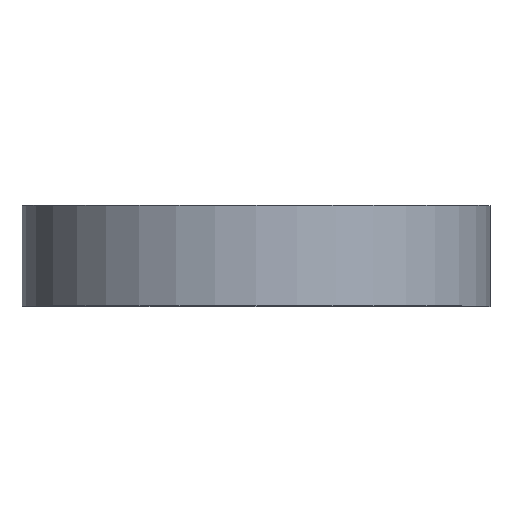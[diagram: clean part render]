
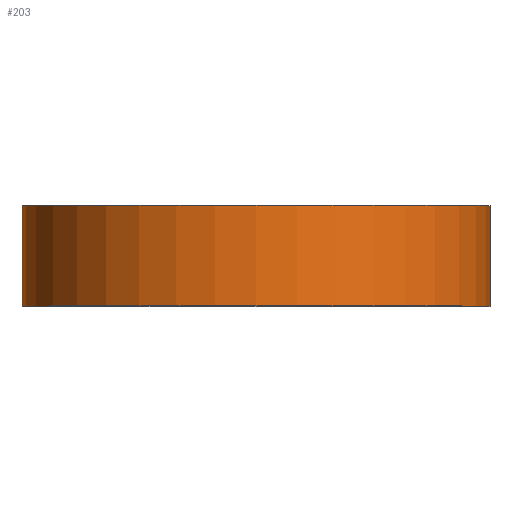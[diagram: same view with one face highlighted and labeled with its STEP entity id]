
A CAD part, top view. The second image highlights one B-rep face of the part: STEP entity #203.
In plain terms, the highlighted cylindrical face has radius 36.932 mm (diameter 73.863 mm), a partial arc.
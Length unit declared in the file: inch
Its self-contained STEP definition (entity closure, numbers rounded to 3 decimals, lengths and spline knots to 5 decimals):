
#2 = DIRECTION ( 'NONE',  ( 0., 1., 0. ) ) ;
#3 = DIRECTION ( 'NONE',  ( 0., -1., 0. ) ) ;
#5 = CARTESIAN_POINT ( 'NONE',  ( 0., 0.3125, 0. ) ) ;
#10 = CARTESIAN_POINT ( 'NONE',  ( 0., 0.3125, 0. ) ) ;
#11 = ORIENTED_EDGE ( 'NONE', *, *, #142, .F. ) ;
#28 = ORIENTED_EDGE ( 'NONE', *, *, #592, .T. ) ;
#40 = VERTEX_POINT ( 'NONE', #219 ) ;
#53 = DIRECTION ( 'NONE',  ( 0., 0., -1. ) ) ;
#63 = CARTESIAN_POINT ( 'NONE',  ( 1.454, 0.3125, 0. ) ) ;
#85 = CARTESIAN_POINT ( 'NONE',  ( 0., -0.3125, -1.454 ) ) ;
#99 = DIRECTION ( 'NONE',  ( 0., -1., 0. ) ) ;
#142 = EDGE_CURVE ( 'NONE', #672, #40, #649, .T. ) ;
#166 = AXIS2_PLACEMENT_3D ( 'NONE', #10, #99, #53 ) ;
#197 = EDGE_CURVE ( 'NONE', #631, #672, #681, .T. ) ;
#203 = ADVANCED_FACE ( 'NONE', ( #669 ), #723, .T. ) ;
#206 = VECTOR ( 'NONE', #3, 39.37008 ) ;
#219 = CARTESIAN_POINT ( 'NONE',  ( 1.454, -0.3125, 0. ) ) ;
#233 = CARTESIAN_POINT ( 'NONE',  ( 1.454, 0.3125, 0. ) ) ;
#240 = AXIS2_PLACEMENT_3D ( 'NONE', #383, #439, #440 ) ;
#243 = CIRCLE ( 'NONE', #240, 1.454 ) ;
#295 = LINE ( 'NONE', #387, #206 ) ;
#353 = CARTESIAN_POINT ( 'NONE',  ( 0., 0.3125, -1.454 ) ) ;
#383 = CARTESIAN_POINT ( 'NONE',  ( 0., -0.3125, 0. ) ) ;
#387 = CARTESIAN_POINT ( 'NONE',  ( 0., 0.3125, -1.454 ) ) ;
#408 = DIRECTION ( 'NONE',  ( 0., -1., 0. ) ) ;
#439 = DIRECTION ( 'NONE',  ( 0., 1., 0. ) ) ;
#440 = DIRECTION ( 'NONE',  ( 1., 0., 0. ) ) ;
#496 = VERTEX_POINT ( 'NONE', #85 ) ;
#527 = EDGE_LOOP ( 'NONE', ( #28, #11, #673, #555 ) ) ;
#555 = ORIENTED_EDGE ( 'NONE', *, *, #645, .T. ) ;
#560 = DIRECTION ( 'NONE',  ( 1., 0., 0. ) ) ;
#592 = EDGE_CURVE ( 'NONE', #496, #40, #243, .T. ) ;
#631 = VERTEX_POINT ( 'NONE', #353 ) ;
#645 = EDGE_CURVE ( 'NONE', #631, #496, #295, .T. ) ;
#649 = LINE ( 'NONE', #233, #659 ) ;
#659 = VECTOR ( 'NONE', #408, 39.37008 ) ;
#669 = FACE_OUTER_BOUND ( 'NONE', #527, .T. ) ;
#672 = VERTEX_POINT ( 'NONE', #63 ) ;
#673 = ORIENTED_EDGE ( 'NONE', *, *, #197, .F. ) ;
#681 = CIRCLE ( 'NONE', #724, 1.454 ) ;
#723 = CYLINDRICAL_SURFACE ( 'NONE', #166, 1.454 ) ;
#724 = AXIS2_PLACEMENT_3D ( 'NONE', #5, #2, #560 ) ;
